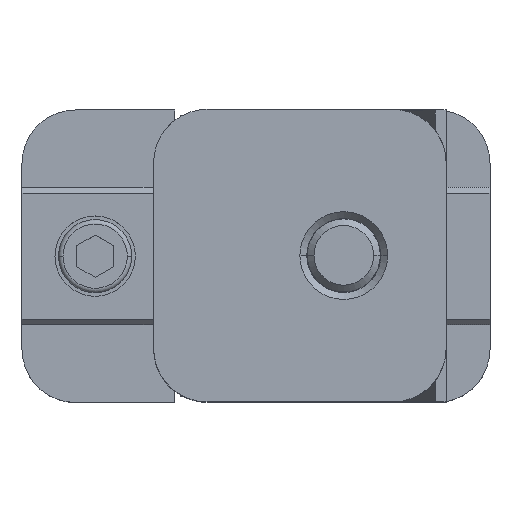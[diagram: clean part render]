
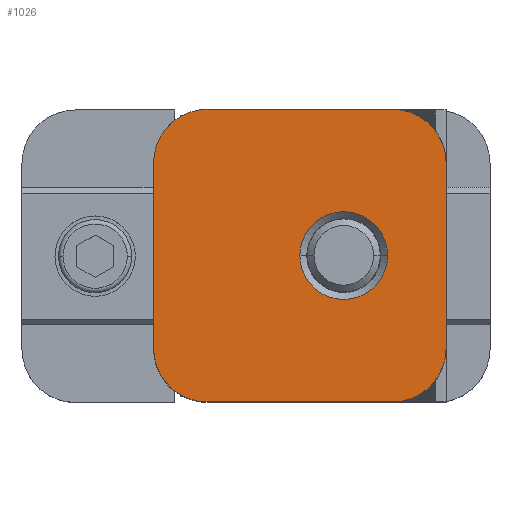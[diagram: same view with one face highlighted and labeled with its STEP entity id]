
A CAD part, top view. The second image highlights one B-rep face of the part: STEP entity #1026.
In plain terms, the highlighted planar face has unit normal (0, 0, 1).
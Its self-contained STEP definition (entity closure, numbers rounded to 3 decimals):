
#1026=ADVANCED_FACE('',(#1962,#1963),#1964,.T.);
#1962=FACE_BOUND('',#2894,.T.);
#1963=FACE_OUTER_BOUND('',#2895,.T.);
#1964=PLANE('',#2896);
#2894=EDGE_LOOP('',(#5088,#5089));
#2895=EDGE_LOOP('',(#5090,#5091,#5092,#5093,#5094,#5095,#5096,#5097));
#2896=AXIS2_PLACEMENT_3D('',#5098,#5099,#5100);
#5088=ORIENTED_EDGE('',*,*,#6317,.T.);
#5089=ORIENTED_EDGE('',*,*,#6385,.T.);
#5090=ORIENTED_EDGE('',*,*,#6443,.T.);
#5091=ORIENTED_EDGE('',*,*,#6392,.T.);
#5092=ORIENTED_EDGE('',*,*,#6433,.T.);
#5093=ORIENTED_EDGE('',*,*,#6436,.T.);
#5094=ORIENTED_EDGE('',*,*,#6438,.T.);
#5095=ORIENTED_EDGE('',*,*,#6344,.T.);
#5096=ORIENTED_EDGE('',*,*,#6427,.T.);
#5097=ORIENTED_EDGE('',*,*,#6441,.T.);
#5098=CARTESIAN_POINT('',(-6.0,0.,20.5));
#5099=DIRECTION('',(0.0,0.0,1.0));
#5100=DIRECTION('',(1.0,0.0,0.0));
#6317=EDGE_CURVE('',#7611,#7608,#7612,.T.);
#6344=EDGE_CURVE('',#7656,#7654,#7657,.T.);
#6385=EDGE_CURVE('',#7608,#7611,#7718,.T.);
#6392=EDGE_CURVE('',#7726,#7724,#7727,.T.);
#6427=EDGE_CURVE('',#7654,#7773,#7775,.T.);
#6433=EDGE_CURVE('',#7724,#7781,#7783,.T.);
#6436=EDGE_CURVE('',#7781,#7785,#7787,.T.);
#6438=EDGE_CURVE('',#7785,#7656,#7789,.T.);
#6441=EDGE_CURVE('',#7773,#7791,#7793,.T.);
#6443=EDGE_CURVE('',#7791,#7726,#7795,.T.);
#7608=VERTEX_POINT('',#9330);
#7611=VERTEX_POINT('',#9334);
#7612=CIRCLE('',#9335,6.0);
#7654=VERTEX_POINT('',#9393);
#7656=VERTEX_POINT('',#9396);
#7657=LINE('',#9397,#9398);
#7718=CIRCLE('',#9483,6.0);
#7724=VERTEX_POINT('',#9489);
#7726=VERTEX_POINT('',#9492);
#7727=LINE('',#9493,#9494);
#7773=VERTEX_POINT('',#9556);
#7775=CIRCLE('',#9559,7.3);
#7781=VERTEX_POINT('',#9566);
#7783=CIRCLE('',#9569,7.3);
#7785=VERTEX_POINT('',#9571);
#7787=LINE('',#9574,#9575);
#7789=CIRCLE('',#9577,7.3);
#7791=VERTEX_POINT('',#9579);
#7793=LINE('',#9582,#9583);
#7795=CIRCLE('',#9585,7.3);
#9330=CARTESIAN_POINT('',(-6.0,0.,20.5));
#9334=CARTESIAN_POINT('',(6.0,0.0,20.5));
#9335=AXIS2_PLACEMENT_3D('',#10917,#10918,#10919);
#9393=CARTESIAN_POINT('',(-18.7,20.0,20.5));
#9396=CARTESIAN_POINT('',(6.7,20.0,20.5));
#9397=CARTESIAN_POINT('',(6.7,20.0,20.5));
#9398=VECTOR('',#10949,1.0);
#9483=AXIS2_PLACEMENT_3D('',#10992,#10993,#10994);
#9489=CARTESIAN_POINT('',(6.7,-20.0,20.5));
#9492=CARTESIAN_POINT('',(-18.7,-20.0,20.5));
#9493=CARTESIAN_POINT('',(-18.7,-20.0,20.5));
#9494=VECTOR('',#11002,1.0);
#9556=CARTESIAN_POINT('',(-26.0,12.7,20.5));
#9559=AXIS2_PLACEMENT_3D('',#11041,#11042,#11043);
#9566=CARTESIAN_POINT('',(14.0,-12.7,20.5));
#9569=AXIS2_PLACEMENT_3D('',#11049,#11050,#11051);
#9571=CARTESIAN_POINT('',(14.0,12.7,20.5));
#9574=CARTESIAN_POINT('',(14.0,-12.7,20.5));
#9575=VECTOR('',#11053,1.0);
#9577=AXIS2_PLACEMENT_3D('',#11054,#11055,#11056);
#9579=CARTESIAN_POINT('',(-26.0,-12.7,20.5));
#9582=CARTESIAN_POINT('',(-26.0,12.7,20.5));
#9583=VECTOR('',#11058,1.0);
#9585=AXIS2_PLACEMENT_3D('',#11059,#11060,#11061);
#10917=CARTESIAN_POINT('',(0.0,0.0,20.5));
#10918=DIRECTION('',(0.0,0.0,-1.0));
#10919=DIRECTION('',(1.0,0.0,0.0));
#10949=DIRECTION('',(-1.0,0.0,0.0));
#10992=CARTESIAN_POINT('',(0.0,0.0,20.5));
#10993=DIRECTION('',(0.0,0.0,-1.0));
#10994=DIRECTION('',(1.0,0.0,0.0));
#11002=DIRECTION('',(1.0,0.0,0.0));
#11041=CARTESIAN_POINT('',(-18.7,12.7,20.5));
#11042=DIRECTION('',(0.0,0.0,1.0));
#11043=DIRECTION('',(0.,1.0,0.0));
#11049=CARTESIAN_POINT('',(6.7,-12.7,20.5));
#11050=DIRECTION('',(0.0,0.0,1.0));
#11051=DIRECTION('',(0.,-1.0,0.0));
#11053=DIRECTION('',(0.0,1.0,0.0));
#11054=CARTESIAN_POINT('',(6.7,12.7,20.5));
#11055=DIRECTION('',(0.0,-0.0,1.0));
#11056=DIRECTION('',(1.0,0.,0.0));
#11058=DIRECTION('',(0.0,-1.0,0.0));
#11059=CARTESIAN_POINT('',(-18.7,-12.7,20.5));
#11060=DIRECTION('',(0.0,0.0,1.0));
#11061=DIRECTION('',(-1.0,0.,0.0));
